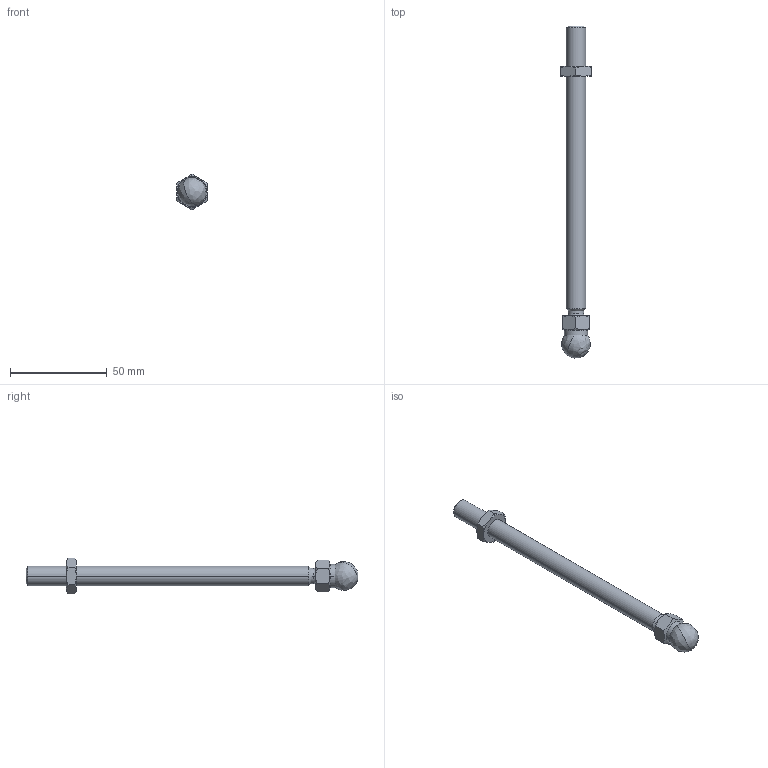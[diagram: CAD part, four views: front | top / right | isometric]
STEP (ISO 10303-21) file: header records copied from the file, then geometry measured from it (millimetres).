
FILE_DESCRIPTION (( 'STEP AP214' ), '1' );
FILE_NAME ('203600357.STEP', '2014-02-18T13:12:53', ( '' ), ( '' ), 'SwSTEP 2.0', 'SolidWorks 2014', '' );
FILE_SCHEMA (( 'AUTOMOTIVE_DESIGN' ));
Length unit declared in the file: millimetre
Products named in the file (1): 203600357
Bounding box: 16 x 171.88 x 18.48 mm (x, y, z)
Volume: 15578.1 mm3; surface area: 6701.2 mm2
Topology: 2 solids, 2 shells, 82 faces, 202 edges, 123 vertices
Faces by surface type: cone 46, cylinder 16, plane 16, bspline 4
Entity records: 3627 total; most frequent: CARTESIAN_POINT 784, DIRECTION 404, ORIENTED_EDGE 400, EDGE_CURVE 200, AXIS2_PLACEMENT_3D 171, VERTEX_POINT 123, CIRCLE 92, UNCERTAINTY_MEASURE_WITH_UNIT 86
